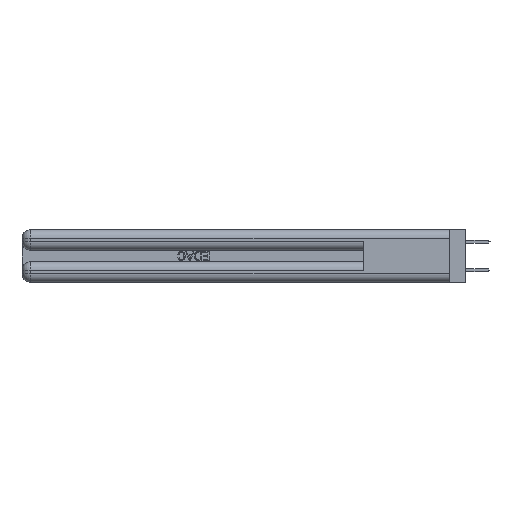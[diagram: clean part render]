
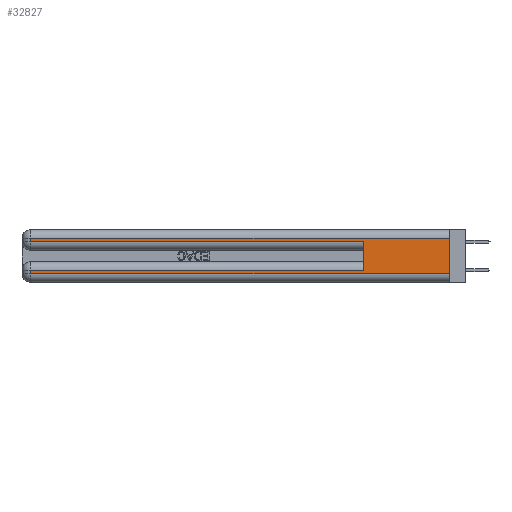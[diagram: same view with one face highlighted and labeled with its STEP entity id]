
A CAD part, left-side view. The second image highlights one B-rep face of the part: STEP entity #32827.
In plain terms, the highlighted planar face has unit normal (-1, 0, 0).
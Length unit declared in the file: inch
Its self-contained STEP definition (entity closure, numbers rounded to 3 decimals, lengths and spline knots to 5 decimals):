
#235 = VECTOR ( 'NONE', #22399, 39.37008 ) ;
#1523 = FACE_OUTER_BOUND ( 'NONE', #2122, .T. ) ;
#2122 = EDGE_LOOP ( 'NONE', ( #21902, #6525, #4322, #11201, #28646, #22932, #21328, #29706 ) ) ;
#2336 = CARTESIAN_POINT ( 'NONE',  ( 0., 0., 0.285 ) ) ;
#2443 = CARTESIAN_POINT ( 'NONE',  ( 0., 0.6, 0.145 ) ) ;
#2685 = VERTEX_POINT ( 'NONE', #22183 ) ;
#4322 = ORIENTED_EDGE ( 'NONE', *, *, #6084, .T. ) ;
#4420 = VECTOR ( 'NONE', #10990, 39.37008 ) ;
#5724 = VERTEX_POINT ( 'NONE', #35195 ) ;
#6084 = EDGE_CURVE ( 'NONE', #2685, #19923, #12953, .T. ) ;
#6525 = ORIENTED_EDGE ( 'NONE', *, *, #29537, .T. ) ;
#7006 = CARTESIAN_POINT ( 'NONE',  ( 0., 2.94, 0.06 ) ) ;
#7017 = CARTESIAN_POINT ( 'NONE',  ( 0., 0., 0.31 ) ) ;
#7884 = LINE ( 'NONE', #2336, #235 ) ;
#7936 = CARTESIAN_POINT ( 'NONE',  ( 0., 2.94, 0.085 ) ) ;
#8080 = VECTOR ( 'NONE', #34796, 39.37008 ) ;
#9449 = CARTESIAN_POINT ( 'NONE',  ( 0., 2.94, 0.285 ) ) ;
#10529 = LINE ( 'NONE', #18048, #17226 ) ;
#10990 = DIRECTION ( 'NONE',  ( 0., 0., -1. ) ) ;
#11201 = ORIENTED_EDGE ( 'NONE', *, *, #28002, .T. ) ;
#11624 = VECTOR ( 'NONE', #29378, 39.37008 ) ;
#12209 = CARTESIAN_POINT ( 'NONE',  ( 0., 0., 0.37 ) ) ;
#12629 = VERTEX_POINT ( 'NONE', #7936 ) ;
#12953 = LINE ( 'NONE', #31027, #4420 ) ;
#13040 = CARTESIAN_POINT ( 'NONE',  ( 0., 0., 0.37 ) ) ;
#14748 = CARTESIAN_POINT ( 'NONE',  ( 0., 0., 0.31 ) ) ;
#15087 = VERTEX_POINT ( 'NONE', #31959 ) ;
#15917 = DIRECTION ( 'NONE',  ( 0., 0., -1. ) ) ;
#16137 = CARTESIAN_POINT ( 'NONE',  ( 0., 0., 0.06 ) ) ;
#16529 = LINE ( 'NONE', #2443, #30894 ) ;
#16649 = EDGE_CURVE ( 'NONE', #25108, #5724, #34078, .T. ) ;
#17226 = VECTOR ( 'NONE', #23849, 39.37008 ) ;
#18048 = CARTESIAN_POINT ( 'NONE',  ( 0., 2.94, 0.37 ) ) ;
#18273 = VERTEX_POINT ( 'NONE', #7017 ) ;
#18469 = EDGE_CURVE ( 'NONE', #26230, #12629, #36612, .T. ) ;
#19160 = DIRECTION ( 'NONE',  ( 0., 1., 0. ) ) ;
#19923 = VERTEX_POINT ( 'NONE', #9449 ) ;
#20441 = EDGE_CURVE ( 'NONE', #12629, #25108, #10529, .T. ) ;
#20444 = CARTESIAN_POINT ( 'NONE',  ( 0., 0.6, 0.085 ) ) ;
#20658 = AXIS2_PLACEMENT_3D ( 'NONE', #13040, #33091, #15917 ) ;
#21328 = ORIENTED_EDGE ( 'NONE', *, *, #20441, .T. ) ;
#21902 = ORIENTED_EDGE ( 'NONE', *, *, #25689, .F. ) ;
#22183 = CARTESIAN_POINT ( 'NONE',  ( 0., 2.94, 0.31 ) ) ;
#22399 = DIRECTION ( 'NONE',  ( 0., -1., 0. ) ) ;
#22932 = ORIENTED_EDGE ( 'NONE', *, *, #18469, .T. ) ;
#23305 = LINE ( 'NONE', #12209, #11624 ) ;
#23849 = DIRECTION ( 'NONE',  ( 0., 0., -1. ) ) ;
#24834 = DIRECTION ( 'NONE',  ( 0., -1., 0. ) ) ;
#25108 = VERTEX_POINT ( 'NONE', #7006 ) ;
#25689 = EDGE_CURVE ( 'NONE', #18273, #5724, #23305, .T. ) ;
#26230 = VERTEX_POINT ( 'NONE', #20444 ) ;
#26453 = VECTOR ( 'NONE', #24834, 39.37008 ) ;
#27214 = VECTOR ( 'NONE', #19160, 39.37008 ) ;
#27821 = CARTESIAN_POINT ( 'NONE',  ( 0., 0., 0.085 ) ) ;
#28002 = EDGE_CURVE ( 'NONE', #19923, #15087, #7884, .T. ) ;
#28646 = ORIENTED_EDGE ( 'NONE', *, *, #29956, .F. ) ;
#29378 = DIRECTION ( 'NONE',  ( 0., 0., -1. ) ) ;
#29537 = EDGE_CURVE ( 'NONE', #18273, #2685, #36744, .T. ) ;
#29706 = ORIENTED_EDGE ( 'NONE', *, *, #16649, .T. ) ;
#29956 = EDGE_CURVE ( 'NONE', #26230, #15087, #16529, .T. ) ;
#30213 = PLANE ( 'NONE',  #20658 ) ;
#30894 = VECTOR ( 'NONE', #36774, 39.37008 ) ;
#31027 = CARTESIAN_POINT ( 'NONE',  ( 0., 2.94, 0.37 ) ) ;
#31959 = CARTESIAN_POINT ( 'NONE',  ( 0., 0.6, 0.285 ) ) ;
#32827 = ADVANCED_FACE ( 'NONE', ( #1523 ), #30213, .F. ) ;
#33091 = DIRECTION ( 'NONE',  ( 1., 0., 0. ) ) ;
#34078 = LINE ( 'NONE', #16137, #26453 ) ;
#34796 = DIRECTION ( 'NONE',  ( 0., 1., 0. ) ) ;
#35195 = CARTESIAN_POINT ( 'NONE',  ( 0., 0., 0.06 ) ) ;
#36612 = LINE ( 'NONE', #27821, #27214 ) ;
#36744 = LINE ( 'NONE', #14748, #8080 ) ;
#36774 = DIRECTION ( 'NONE',  ( 0., 0., 1. ) ) ;
